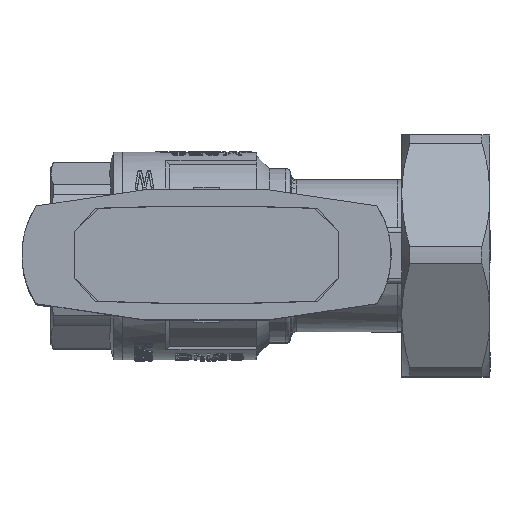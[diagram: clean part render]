
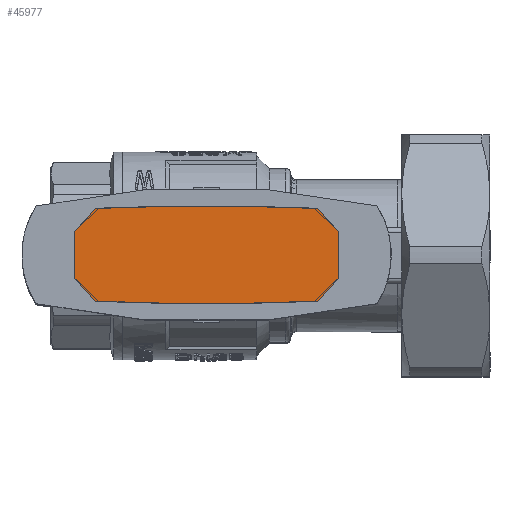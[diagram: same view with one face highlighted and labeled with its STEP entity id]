
A CAD part, top view. The second image highlights one B-rep face of the part: STEP entity #45977.
In plain terms, the highlighted face is planar.
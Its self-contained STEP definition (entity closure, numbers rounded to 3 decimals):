
#2021=LINE('',#85268,#4937);
#2024=LINE('',#85274,#4940);
#2027=LINE('',#85280,#4943);
#2030=LINE('',#85289,#4946);
#2031=LINE('',#85291,#4947);
#2032=LINE('',#85293,#4948);
#4937=VECTOR('',#59655,1000.);
#4940=VECTOR('',#59660,1000.);
#4943=VECTOR('',#59665,1000.);
#4946=VECTOR('',#59676,1000.);
#4947=VECTOR('',#59677,1000.);
#4948=VECTOR('',#59678,1000.);
#7424=PLANE('',#50296);
#9848=CIRCLE('',#50288,544.6);
#9850=CIRCLE('',#50294,544.6);
#17980=ORIENTED_EDGE('',*,*,#28842,.T.);
#17981=ORIENTED_EDGE('',*,*,#28846,.T.);
#17982=ORIENTED_EDGE('',*,*,#28849,.T.);
#17983=ORIENTED_EDGE('',*,*,#28852,.T.);
#17984=ORIENTED_EDGE('',*,*,#28855,.T.);
#17985=ORIENTED_EDGE('',*,*,#28857,.T.);
#17986=ORIENTED_EDGE('',*,*,#28858,.T.);
#17987=ORIENTED_EDGE('',*,*,#28859,.T.);
#28842=EDGE_CURVE('',#34877,#34876,#9848,.T.);
#28846=EDGE_CURVE('',#34876,#34880,#2021,.T.);
#28849=EDGE_CURVE('',#34880,#34882,#2024,.T.);
#28852=EDGE_CURVE('',#34882,#34884,#2027,.T.);
#28855=EDGE_CURVE('',#34884,#34886,#9850,.T.);
#28857=EDGE_CURVE('',#34886,#34887,#2030,.T.);
#28858=EDGE_CURVE('',#34887,#34888,#2031,.T.);
#28859=EDGE_CURVE('',#34888,#34877,#2032,.T.);
#34876=VERTEX_POINT('',#85258);
#34877=VERTEX_POINT('',#85260);
#34880=VERTEX_POINT('',#85267);
#34882=VERTEX_POINT('',#85273);
#34884=VERTEX_POINT('',#85279);
#34886=VERTEX_POINT('',#85285);
#34887=VERTEX_POINT('',#85290);
#34888=VERTEX_POINT('',#85292);
#39871=EDGE_LOOP('',(#17980,#17981,#17982,#17983,#17984,#17985,#17986,#17987));
#42825=FACE_BOUND('',#39871,.T.);
#45977=ADVANCED_FACE('',(#42825),#7424,.T.);
#50288=AXIS2_PLACEMENT_3D('',#85259,#59647,#59648);
#50294=AXIS2_PLACEMENT_3D('',#85286,#59670,#59671);
#50296=AXIS2_PLACEMENT_3D('',#85288,#59674,#59675);
#59647=DIRECTION('',(0.,1.,0.));
#59648=DIRECTION('',(-0.044,0.,0.999));
#59655=DIRECTION('',(0.673,0.,-0.74));
#59660=DIRECTION('',(0.,0.,-1.));
#59665=DIRECTION('',(-0.673,0.,-0.74));
#59670=DIRECTION('',(0.,1.,0.));
#59671=DIRECTION('',(0.044,0.,-0.999));
#59674=DIRECTION('',(0.,1.,0.));
#59675=DIRECTION('',(1.,0.,0.));
#59676=DIRECTION('',(-0.673,0.,0.74));
#59677=DIRECTION('',(0.,0.,1.));
#59678=DIRECTION('',(0.673,0.,0.74));
#85258=CARTESIAN_POINT('',(23.9,2.1,10.02));
#85259=CARTESIAN_POINT('',(0.,2.1,-534.055));
#85260=CARTESIAN_POINT('',(-23.9,2.1,10.02));
#85267=CARTESIAN_POINT('',(28.4,2.1,5.07));
#85268=CARTESIAN_POINT('',(23.9,2.1,10.02));
#85273=CARTESIAN_POINT('',(28.4,2.1,-5.07));
#85274=CARTESIAN_POINT('',(28.4,2.1,5.07));
#85279=CARTESIAN_POINT('',(23.9,2.1,-10.02));
#85280=CARTESIAN_POINT('',(28.4,2.1,-5.07));
#85285=CARTESIAN_POINT('',(-23.9,2.1,-10.02));
#85286=CARTESIAN_POINT('',(0.,2.1,534.055));
#85288=CARTESIAN_POINT('',(0.,2.1,0.));
#85289=CARTESIAN_POINT('',(-23.9,2.1,-10.02));
#85290=CARTESIAN_POINT('',(-28.4,2.1,-5.07));
#85291=CARTESIAN_POINT('',(-28.4,2.1,-5.07));
#85292=CARTESIAN_POINT('',(-28.4,2.1,5.07));
#85293=CARTESIAN_POINT('',(-28.4,2.1,5.07));
